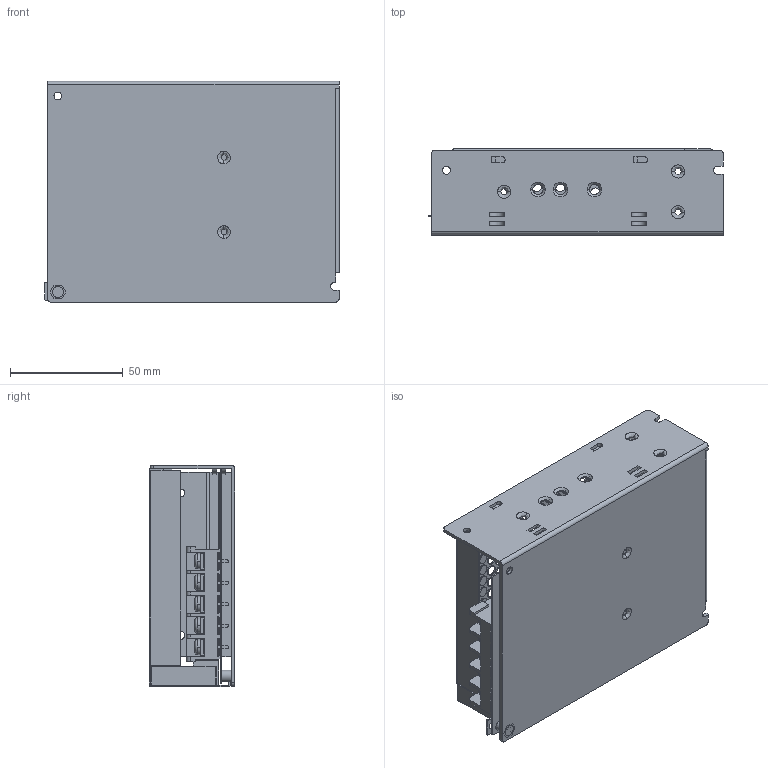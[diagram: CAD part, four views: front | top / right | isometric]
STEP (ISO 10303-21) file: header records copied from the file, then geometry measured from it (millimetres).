
FILE_DESCRIPTION (( 'STEP AP214' ), '1' );
FILE_NAME ('SA-35~40W(DA-TA-30W)三维图-202505.STEP', '2025-05-07T03:06:31', ( '万丰电脑' ), ( '电话：0577-62733550' ), 'SwSTEP 2.0', 'SolidWorks 2020', '' );
FILE_SCHEMA (( 'AUTOMOTIVE_DESIGN' ));
Length unit declared in the file: millimetre
Products named in the file (9): 903F-D; SA-35~40W(DA-TA-30W)三维图-202505; SA-15-25傷赽蹟佪; 傷赽蚾饜DUANZ; SA-35-PCB°å; SA-35菁; SA-35裔; NUT; SA-15-25菁諉盄傷赽1
Assembly tree (12 placements, depth 3):
  SA-35~40W(DA-TA-30W)三维图-202505
    SA-35菁
      903F-D
      NUT
    SA-35-PCB°å
    SA-35裔
    傷赽蚾饜DUANZ
      SA-15-25菁諉盄傷赽1
      SA-15-25傷赽蹟佪  x5
Bounding box: 130.3 x 38 x 98 mm (x, y, z)
Volume: 44145.4 mm3; surface area: 92359.1 mm2
Topology: 9 solids, 60 shells, 1912 faces, 5282 edges, 3432 vertices
Faces by surface type: cylinder 1146, plane 623, bspline 80, cone 48, torus 15
Entity records: 63511 total; most frequent: CARTESIAN_POINT 12375, DIRECTION 10275, ORIENTED_EDGE 8605, EDGE_CURVE 4768, AXIS2_PLACEMENT_3D 3948, VERTEX_POINT 3108, VECTOR 2379, LINE 2379
